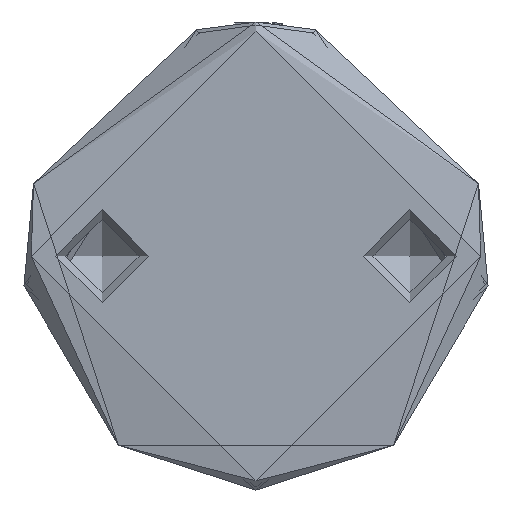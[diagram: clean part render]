
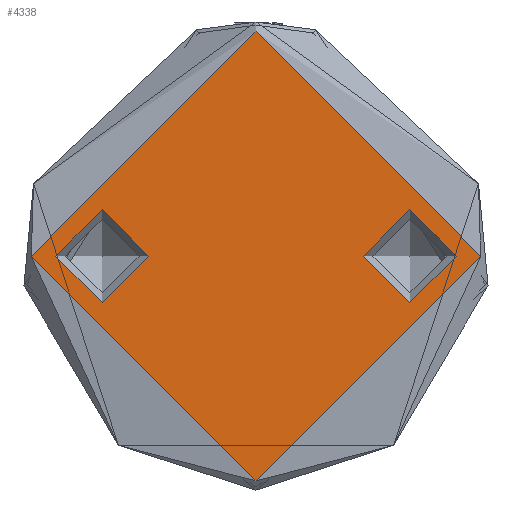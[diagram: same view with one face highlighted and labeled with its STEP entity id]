
A CAD part, front view. The second image highlights one B-rep face of the part: STEP entity #4338.
In plain terms, the highlighted face is planar.
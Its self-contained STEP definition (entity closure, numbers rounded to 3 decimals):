
#3 = EDGE_CURVE ( 'NONE', #4301, #4301, #4123, .T. ) ;
#338 = AXIS2_PLACEMENT_3D ( 'NONE', #3871, #5812, #2935 ) ;
#368 = DIRECTION ( 'NONE',  ( 1., 0., 0. ) ) ;
#1177 = EDGE_LOOP ( 'NONE', ( #3401 ) ) ;
#1194 = VERTEX_POINT ( 'NONE', #1305 ) ;
#1198 = FACE_OUTER_BOUND ( 'NONE', #2185, .T. ) ;
#1305 = CARTESIAN_POINT ( 'NONE',  ( 18.25, 0., 0. ) ) ;
#1688 = FACE_BOUND ( 'NONE', #6142, .T. ) ;
#2008 = CARTESIAN_POINT ( 'NONE',  ( 0., 12.5, 0. ) ) ;
#2185 = EDGE_LOOP ( 'NONE', ( #3201 ) ) ;
#2476 = DIRECTION ( 'NONE',  ( 1., 0., 0. ) ) ;
#2826 = AXIS2_PLACEMENT_3D ( 'NONE', #5565, #4616, #3601 ) ;
#2902 = EDGE_CURVE ( 'NONE', #5122, #5122, #2977, .T. ) ;
#2935 = DIRECTION ( 'NONE',  ( 1., 0., 0. ) ) ;
#2977 = CIRCLE ( 'NONE', #5262, 3.75 ) ;
#3201 = ORIENTED_EDGE ( 'NONE', *, *, #4107, .T. ) ;
#3205 = DIRECTION ( 'NONE',  ( 0., 0., 1. ) ) ;
#3401 = ORIENTED_EDGE ( 'NONE', *, *, #2902, .F. ) ;
#3601 = DIRECTION ( 'NONE',  ( 1., 0., 0. ) ) ;
#3871 = CARTESIAN_POINT ( 'NONE',  ( 0., 0., 0. ) ) ;
#4063 = FACE_BOUND ( 'NONE', #1177, .T. ) ;
#4085 = AXIS2_PLACEMENT_3D ( 'NONE', #6062, #3205, #368 ) ;
#4107 = EDGE_CURVE ( 'NONE', #1194, #1194, #6149, .T. ) ;
#4123 = CIRCLE ( 'NONE', #2826, 3.75 ) ;
#4214 = ORIENTED_EDGE ( 'NONE', *, *, #3, .T. ) ;
#4301 = VERTEX_POINT ( 'NONE', #4579 ) ;
#4338 = ADVANCED_FACE ( 'NONE', ( #4063, #1198, #1688 ), #5343, .T. ) ;
#4579 = CARTESIAN_POINT ( 'NONE',  ( 3.75, -12.5, 0. ) ) ;
#4616 = DIRECTION ( 'NONE',  ( 0., 0., -1. ) ) ;
#5122 = VERTEX_POINT ( 'NONE', #5549 ) ;
#5262 = AXIS2_PLACEMENT_3D ( 'NONE', #2008, #5382, #2476 ) ;
#5343 = PLANE ( 'NONE',  #338 ) ;
#5382 = DIRECTION ( 'NONE',  ( 0., 0., 1. ) ) ;
#5549 = CARTESIAN_POINT ( 'NONE',  ( 3.75, 12.5, 0. ) ) ;
#5565 = CARTESIAN_POINT ( 'NONE',  ( 0., -12.5, 0. ) ) ;
#5812 = DIRECTION ( 'NONE',  ( 0., 0., 1. ) ) ;
#6062 = CARTESIAN_POINT ( 'NONE',  ( 0., 0., 0. ) ) ;
#6142 = EDGE_LOOP ( 'NONE', ( #4214 ) ) ;
#6149 = CIRCLE ( 'NONE', #4085, 18.25 ) ;
